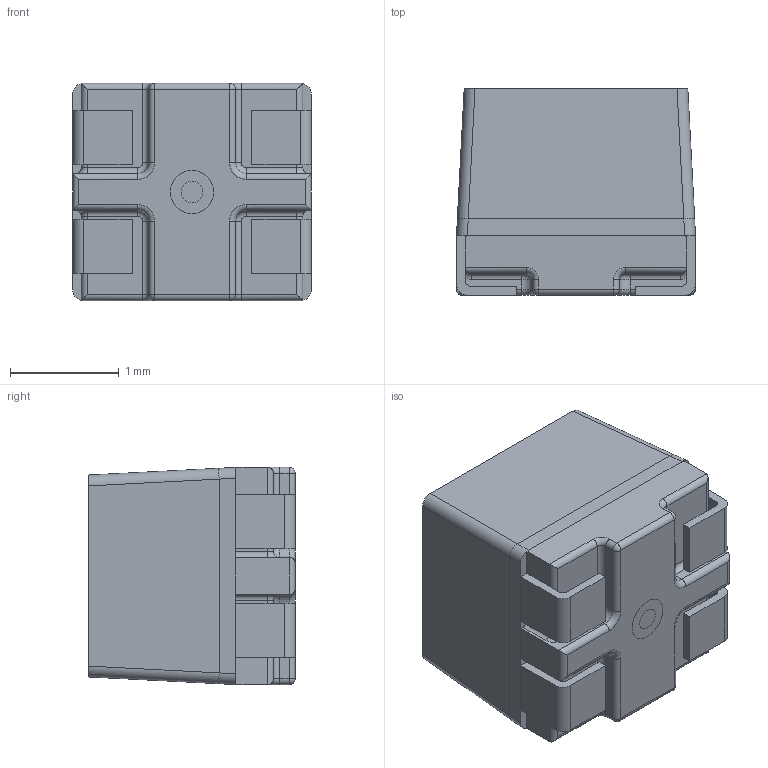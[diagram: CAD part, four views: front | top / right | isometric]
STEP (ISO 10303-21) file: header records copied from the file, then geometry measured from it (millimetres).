
FILE_DESCRIPTION (( 'STEP AP214' ), '1' );
FILE_NAME ('ASMB-KTF0-0A306.STEP', '2021-06-07T07:25:04', ( '' ), ( '' ), 'SwSTEP 2.0', 'SolidWorks 2018', '' );
FILE_SCHEMA (( 'AUTOMOTIVE_DESIGN' ));
Length unit declared in the file: millimetre
Products named in the file (1): ASMB-KTF0-0A306
Bounding box: 2.2 x 1.9 x 2 mm (x, y, z)
Volume: 7.6 mm3; surface area: 27.9 mm2
Topology: 5 solids, 5 shells, 148 faces, 360 edges, 224 vertices
Faces by surface type: plane 72, cylinder 56, torus 16, sphere 4
Entity records: 5944 total; most frequent: CARTESIAN_POINT 801, DIRECTION 738, ORIENTED_EDGE 712, EDGE_CURVE 356, AXIS2_PLACEMENT_3D 257, VERTEX_POINT 224, LINE 224, VECTOR 224
